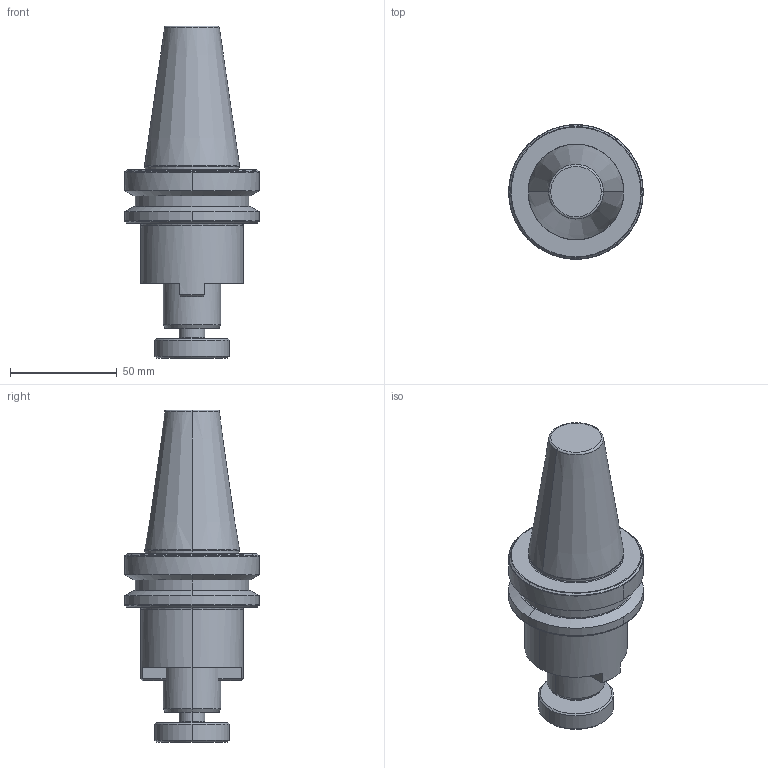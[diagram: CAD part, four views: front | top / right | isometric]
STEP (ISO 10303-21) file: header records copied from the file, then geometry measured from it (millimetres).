
FILE_DESCRIPTION (( 'STEP AP203' ), '1' );
FILE_NAME ('BT40 CSMA27 055 AD-6.3G15000 SL SP.STEP', '2019-05-27T10:26:38', ( '' ), ( '' ), 'SwSTEP 2.0', 'SolidWorks 2014', '' );
FILE_SCHEMA (( 'CONFIG_CONTROL_DESIGN' ));
Length unit declared in the file: millimetre
Products named in the file (1): BT40 CSMA27 055 AD-6.3G15000 SL SP
Bounding box: 63 x 63 x 155.4 mm (x, y, z)
Volume: 211801.3 mm3; surface area: 27245 mm2
Topology: 1 solids, 1 shells, 79 faces, 186 edges, 115 vertices
Faces by surface type: cone 21, plane 20, cylinder 16, bspline 14, torus 8
Entity records: 3547 total; most frequent: CARTESIAN_POINT 1716, DIRECTION 377, ORIENTED_EDGE 372, EDGE_CURVE 186, AXIS2_PLACEMENT_3D 161, VERTEX_POINT 115, CIRCLE 95, EDGE_LOOP 85
